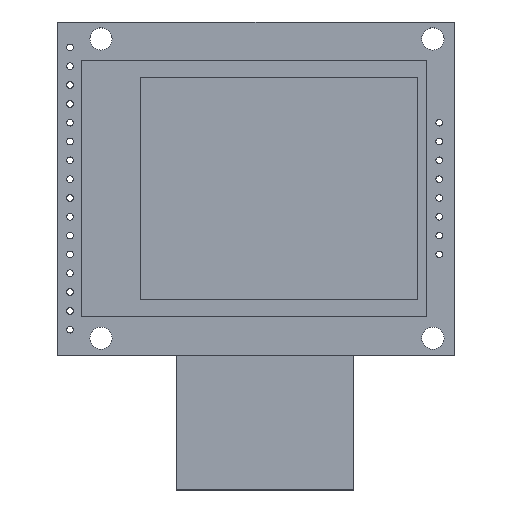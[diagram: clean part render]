
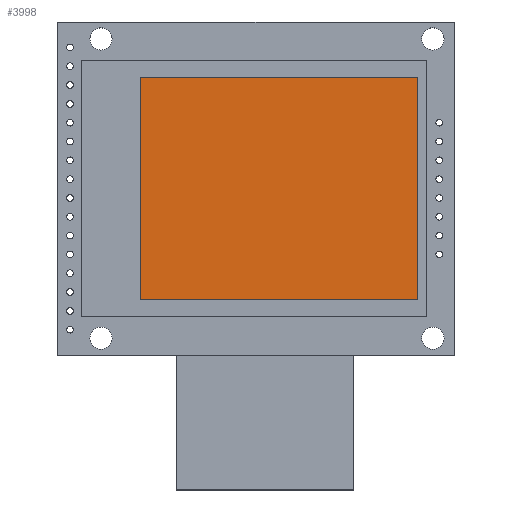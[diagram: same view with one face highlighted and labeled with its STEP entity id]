
A CAD part, top view. The second image highlights one B-rep face of the part: STEP entity #3998.
In plain terms, the highlighted planar face has unit normal (0, 0, 1).
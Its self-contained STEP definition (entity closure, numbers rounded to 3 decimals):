
#3496 = PLANE('',#3497);
#3497 = AXIS2_PLACEMENT_3D('',#3498,#3499,#3500);
#3498 = CARTESIAN_POINT('',(-18.65,-15.,4.3));
#3499 = DIRECTION('',(1.,0.,0.));
#3500 = DIRECTION('',(0.,1.,0.));
#3524 = PLANE('',#3525);
#3525 = AXIS2_PLACEMENT_3D('',#3526,#3527,#3528);
#3526 = CARTESIAN_POINT('',(-18.65,15.,4.3));
#3527 = DIRECTION('',(0.,-1.,0.));
#3528 = DIRECTION('',(1.,0.,0.));
#3552 = PLANE('',#3553);
#3553 = AXIS2_PLACEMENT_3D('',#3554,#3555,#3556);
#3554 = CARTESIAN_POINT('',(18.75,15.,4.3));
#3555 = DIRECTION('',(-1.,0.,0.));
#3556 = DIRECTION('',(0.,-1.,0.));
#3578 = PLANE('',#3579);
#3579 = AXIS2_PLACEMENT_3D('',#3580,#3581,#3582);
#3580 = CARTESIAN_POINT('',(18.75,-15.,4.3));
#3581 = DIRECTION('',(0.,1.,0.));
#3582 = DIRECTION('',(-1.,0.,0.));
#3795 = VERTEX_POINT('',#3796);
#3796 = CARTESIAN_POINT('',(-18.65,-15.,4.29));
#3817 = EDGE_CURVE('',#3795,#3818,#3820,.T.);
#3818 = VERTEX_POINT('',#3819);
#3819 = CARTESIAN_POINT('',(-18.65,15.,4.29));
#3820 = SURFACE_CURVE('',#3821,(#3825,#3832),.PCURVE_S1.);
#3821 = LINE('',#3822,#3823);
#3822 = CARTESIAN_POINT('',(-18.65,-15.,4.29));
#3823 = VECTOR('',#3824,1.);
#3824 = DIRECTION('',(0.,1.,0.));
#3825 = PCURVE('',#3496,#3826);
#3826 = DEFINITIONAL_REPRESENTATION('',(#3827),#3831);
#3827 = LINE('',#3828,#3829);
#3828 = CARTESIAN_POINT('',(0.,-0.01));
#3829 = VECTOR('',#3830,1.);
#3830 = DIRECTION('',(1.,0.));
#3831 = ( GEOMETRIC_REPRESENTATION_CONTEXT(2) 
PARAMETRIC_REPRESENTATION_CONTEXT() REPRESENTATION_CONTEXT('2D SPACE',''
  ) );
#3832 = PCURVE('',#3833,#3838);
#3833 = PLANE('',#3834);
#3834 = AXIS2_PLACEMENT_3D('',#3835,#3836,#3837);
#3835 = CARTESIAN_POINT('',(0.05,0.,4.29));
#3836 = DIRECTION('',(0.,0.,1.));
#3837 = DIRECTION('',(1.,0.,0.));
#3838 = DEFINITIONAL_REPRESENTATION('',(#3839),#3843);
#3839 = LINE('',#3840,#3841);
#3840 = CARTESIAN_POINT('',(-18.7,-15.));
#3841 = VECTOR('',#3842,1.);
#3842 = DIRECTION('',(0.,1.));
#3843 = ( GEOMETRIC_REPRESENTATION_CONTEXT(2) 
PARAMETRIC_REPRESENTATION_CONTEXT() REPRESENTATION_CONTEXT('2D SPACE',''
  ) );
#3871 = VERTEX_POINT('',#3872);
#3872 = CARTESIAN_POINT('',(18.75,-15.,4.29));
#3893 = EDGE_CURVE('',#3871,#3795,#3894,.T.);
#3894 = SURFACE_CURVE('',#3895,(#3899,#3906),.PCURVE_S1.);
#3895 = LINE('',#3896,#3897);
#3896 = CARTESIAN_POINT('',(18.75,-15.,4.29));
#3897 = VECTOR('',#3898,1.);
#3898 = DIRECTION('',(-1.,0.,0.));
#3899 = PCURVE('',#3578,#3900);
#3900 = DEFINITIONAL_REPRESENTATION('',(#3901),#3905);
#3901 = LINE('',#3902,#3903);
#3902 = CARTESIAN_POINT('',(0.,-0.01));
#3903 = VECTOR('',#3904,1.);
#3904 = DIRECTION('',(1.,0.));
#3905 = ( GEOMETRIC_REPRESENTATION_CONTEXT(2) 
PARAMETRIC_REPRESENTATION_CONTEXT() REPRESENTATION_CONTEXT('2D SPACE',''
  ) );
#3906 = PCURVE('',#3833,#3907);
#3907 = DEFINITIONAL_REPRESENTATION('',(#3908),#3912);
#3908 = LINE('',#3909,#3910);
#3909 = CARTESIAN_POINT('',(18.7,-15.));
#3910 = VECTOR('',#3911,1.);
#3911 = DIRECTION('',(-1.,0.));
#3912 = ( GEOMETRIC_REPRESENTATION_CONTEXT(2) 
PARAMETRIC_REPRESENTATION_CONTEXT() REPRESENTATION_CONTEXT('2D SPACE',''
  ) );
#3920 = VERTEX_POINT('',#3921);
#3921 = CARTESIAN_POINT('',(18.75,15.,4.29));
#3942 = EDGE_CURVE('',#3920,#3871,#3943,.T.);
#3943 = SURFACE_CURVE('',#3944,(#3948,#3955),.PCURVE_S1.);
#3944 = LINE('',#3945,#3946);
#3945 = CARTESIAN_POINT('',(18.75,15.,4.29));
#3946 = VECTOR('',#3947,1.);
#3947 = DIRECTION('',(0.,-1.,0.));
#3948 = PCURVE('',#3552,#3949);
#3949 = DEFINITIONAL_REPRESENTATION('',(#3950),#3954);
#3950 = LINE('',#3951,#3952);
#3951 = CARTESIAN_POINT('',(0.,-0.01));
#3952 = VECTOR('',#3953,1.);
#3953 = DIRECTION('',(1.,0.));
#3954 = ( GEOMETRIC_REPRESENTATION_CONTEXT(2) 
PARAMETRIC_REPRESENTATION_CONTEXT() REPRESENTATION_CONTEXT('2D SPACE',''
  ) );
#3955 = PCURVE('',#3833,#3956);
#3956 = DEFINITIONAL_REPRESENTATION('',(#3957),#3961);
#3957 = LINE('',#3958,#3959);
#3958 = CARTESIAN_POINT('',(18.7,15.));
#3959 = VECTOR('',#3960,1.);
#3960 = DIRECTION('',(0.,-1.));
#3961 = ( GEOMETRIC_REPRESENTATION_CONTEXT(2) 
PARAMETRIC_REPRESENTATION_CONTEXT() REPRESENTATION_CONTEXT('2D SPACE',''
  ) );
#3969 = EDGE_CURVE('',#3818,#3920,#3970,.T.);
#3970 = SURFACE_CURVE('',#3971,(#3975,#3982),.PCURVE_S1.);
#3971 = LINE('',#3972,#3973);
#3972 = CARTESIAN_POINT('',(-18.65,15.,4.29));
#3973 = VECTOR('',#3974,1.);
#3974 = DIRECTION('',(1.,0.,0.));
#3975 = PCURVE('',#3524,#3976);
#3976 = DEFINITIONAL_REPRESENTATION('',(#3977),#3981);
#3977 = LINE('',#3978,#3979);
#3978 = CARTESIAN_POINT('',(0.,-0.01));
#3979 = VECTOR('',#3980,1.);
#3980 = DIRECTION('',(1.,0.));
#3981 = ( GEOMETRIC_REPRESENTATION_CONTEXT(2) 
PARAMETRIC_REPRESENTATION_CONTEXT() REPRESENTATION_CONTEXT('2D SPACE',''
  ) );
#3982 = PCURVE('',#3833,#3983);
#3983 = DEFINITIONAL_REPRESENTATION('',(#3984),#3988);
#3984 = LINE('',#3985,#3986);
#3985 = CARTESIAN_POINT('',(-18.7,15.));
#3986 = VECTOR('',#3987,1.);
#3987 = DIRECTION('',(1.,0.));
#3988 = ( GEOMETRIC_REPRESENTATION_CONTEXT(2) 
PARAMETRIC_REPRESENTATION_CONTEXT() REPRESENTATION_CONTEXT('2D SPACE',''
  ) );
#3998 = ADVANCED_FACE('',(#3999),#3833,.T.);
#3999 = FACE_BOUND('',#4000,.F.);
#4000 = EDGE_LOOP('',(#4001,#4002,#4003,#4004));
#4001 = ORIENTED_EDGE('',*,*,#3969,.T.);
#4002 = ORIENTED_EDGE('',*,*,#3942,.T.);
#4003 = ORIENTED_EDGE('',*,*,#3893,.T.);
#4004 = ORIENTED_EDGE('',*,*,#3817,.T.);
